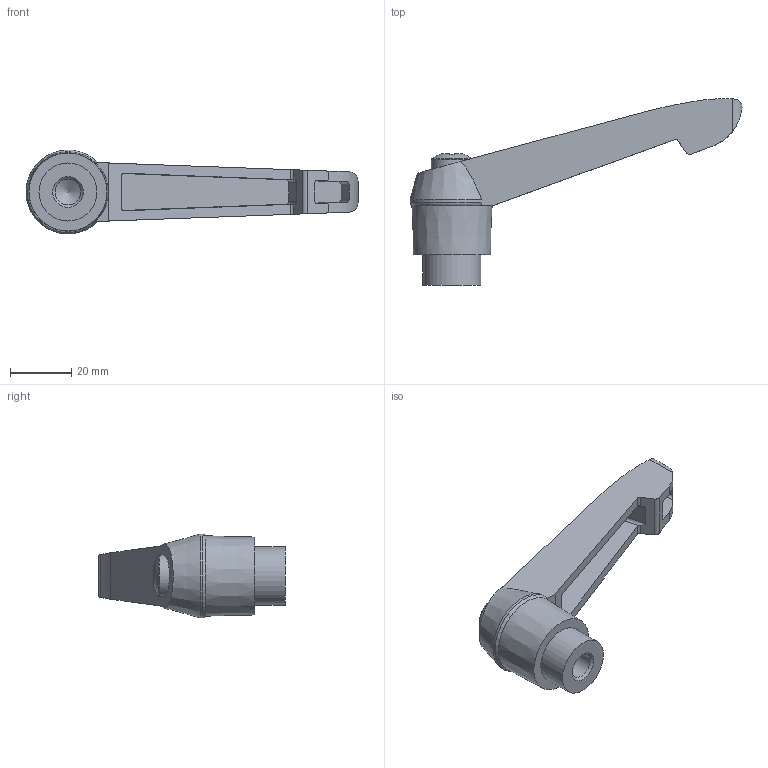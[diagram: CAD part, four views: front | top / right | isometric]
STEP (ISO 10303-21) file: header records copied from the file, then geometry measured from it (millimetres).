
FILE_DESCRIPTION( ( 'STEP AP214' ), '1' );
FILE_NAME( 'K0270.41084_.stp', '2020-11-27T09:37:29', ( '' ), ( '' ), ' ', 'PARTsolutions', ' ' );
FILE_SCHEMA( ( 'AUTOMOTIVE_DESIGN { 1 0 10303 214 1 1 1 1 }' ) );
Length unit declared in the file: millimetre
Products named in the file (1): _K0270.41084_
Bounding box: 108.75 x 61.07 x 27.46 mm (x, y, z)
Volume: 29369.5 mm3; surface area: 11554.2 mm2
Topology: 1 solids, 1 shells, 83 faces, 233 edges, 154 vertices
Faces by surface type: plane 42, cylinder 34, cone 4, torus 2, sphere 1
Full cylindrical faces by diameter (mm): 8.376 x1, 19 x1
Entity records: 3436 total; most frequent: CARTESIAN_POINT 612, DIRECTION 456, ORIENTED_EDGE 446, EDGE_CURVE 223, AXIS2_PLACEMENT_3D 165, VERTEX_POINT 151, LINE 126, VECTOR 126
